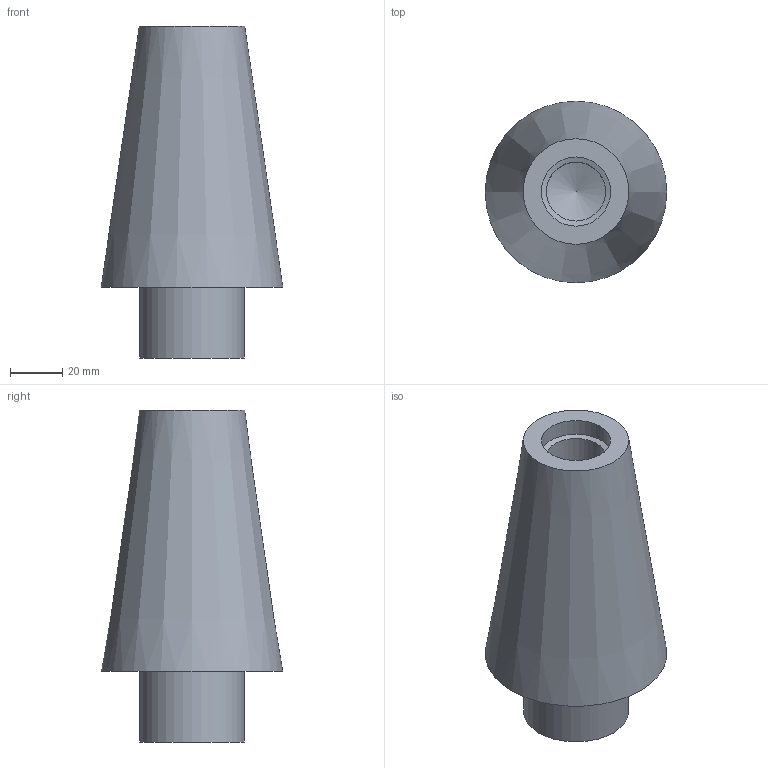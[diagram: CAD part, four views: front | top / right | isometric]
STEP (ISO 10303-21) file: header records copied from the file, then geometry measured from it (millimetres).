
FILE_DESCRIPTION(/* description */ (''),/* implementation_level */ '2;1');
FILE_NAME(/* name */ '1550756672251.stp',/* time_stamp */ '2019-02-21T14:44:48+01:00',/* author */ (''),/* organization */ ('SMS'),/* preprocessor_version */ 'ST-DEVELOPER v15',/* originating_system */ 'SIEMENS PLM Software NX 8.5',/* authorisation */ '');
FILE_SCHEMA (('AUTOMOTIVE_DESIGN { 1 0 10303 214 3 1 1 1 }'));
Length unit declared in the file: millimetre
Products named in the file (1): 111164415mod000_01
Bounding box: 69.27 x 69.27 x 126.6 mm (x, y, z)
Volume: 248412.6 mm3; surface area: 30043.2 mm2
Topology: 1 solids, 1 shells, 9 faces, 18 edges, 15 vertices
Faces by surface type: plane 3, cylinder 3, cone 3
Full cylindrical faces by diameter (mm): 22.5 x1, 26.375 x1, 39.983 x1
Entity records: 247 total; most frequent: DIRECTION 42, CARTESIAN_POINT 33, AXIS2_PLACEMENT_3D 21, FACE_BOUND 16, EDGE_LOOP 16, ORIENTED_EDGE 16, ADVANCED_FACE 9, VERTEX_POINT 9
